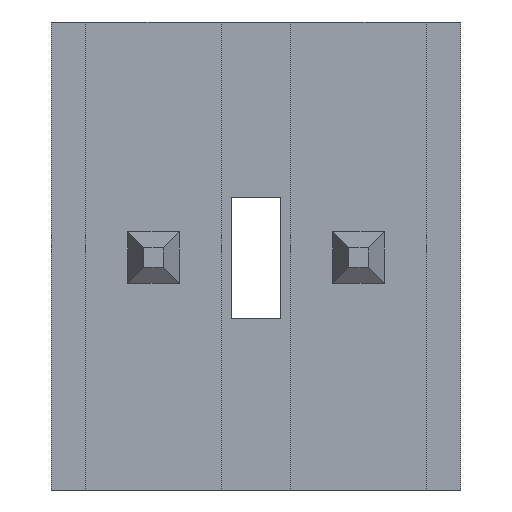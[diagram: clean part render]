
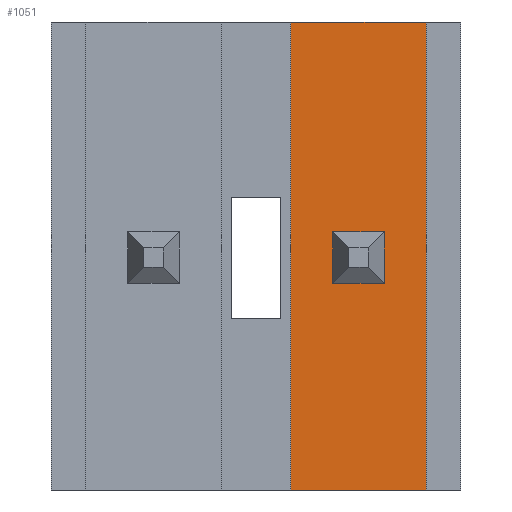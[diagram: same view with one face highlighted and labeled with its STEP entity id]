
A CAD part, front view. The second image highlights one B-rep face of the part: STEP entity #1051.
In plain terms, the highlighted planar face has unit normal (0, -1, 0).
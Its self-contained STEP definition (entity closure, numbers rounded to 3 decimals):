
#19 = LINE ( 'NONE', #2227, #690 ) ;
#35 = ORIENTED_EDGE ( 'NONE', *, *, #2308, .T. ) ;
#59 = LINE ( 'NONE', #786, #111 ) ;
#62 = CARTESIAN_POINT ( 'NONE',  ( 0.95, 0.64, -2.88 ) ) ;
#76 = VECTOR ( 'NONE', #265, 1000. ) ;
#111 = VECTOR ( 'NONE', #1530, 1000. ) ;
#128 = EDGE_CURVE ( 'NONE', #438, #2303, #19, .T. ) ;
#144 = FACE_BOUND ( 'NONE', #679, .T. ) ;
#150 = EDGE_LOOP ( 'NONE', ( #35, #224, #352, #548 ) ) ;
#224 = ORIENTED_EDGE ( 'NONE', *, *, #1115, .F. ) ;
#231 = VECTOR ( 'NONE', #383, 1000. ) ;
#265 = DIRECTION ( 'NONE',  ( 0., 0., 1. ) ) ;
#290 = LINE ( 'NONE', #1046, #490 ) ;
#351 = LINE ( 'NONE', #1117, #1613 ) ;
#352 = ORIENTED_EDGE ( 'NONE', *, *, #512, .F. ) ;
#382 = EDGE_CURVE ( 'NONE', #2323, #1327, #1328, .T. ) ;
#383 = DIRECTION ( 'NONE',  ( -1., 0., 0. ) ) ;
#414 = LINE ( 'NONE', #62, #1819 ) ;
#419 = PLANE ( 'NONE',  #1712 ) ;
#438 = VERTEX_POINT ( 'NONE', #1365 ) ;
#446 = LINE ( 'NONE', #1190, #76 ) ;
#490 = VECTOR ( 'NONE', #655, 1000. ) ;
#512 = EDGE_CURVE ( 'NONE', #2052, #1858, #414, .T. ) ;
#548 = ORIENTED_EDGE ( 'NONE', *, *, #861, .T. ) ;
#564 = CARTESIAN_POINT ( 'NONE',  ( -0.95, 0.64, 0.32 ) ) ;
#583 = DIRECTION ( 'NONE',  ( 1., 0., 0. ) ) ;
#655 = DIRECTION ( 'NONE',  ( -1., 0., 0. ) ) ;
#667 = VERTEX_POINT ( 'NONE', #2265 ) ;
#679 = EDGE_LOOP ( 'NONE', ( #1413, #2072, #909, #1163 ) ) ;
#690 = VECTOR ( 'NONE', #2009, 1000. ) ;
#786 = CARTESIAN_POINT ( 'NONE',  ( 0.43, 0.64, -2.88 ) ) ;
#861 = EDGE_CURVE ( 'NONE', #2052, #667, #446, .T. ) ;
#909 = ORIENTED_EDGE ( 'NONE', *, *, #1807, .T. ) ;
#1046 = CARTESIAN_POINT ( 'NONE',  ( 0.95, 0.64, 2.92 ) ) ;
#1051 = ADVANCED_FACE ( 'NONE', ( #1810, #144 ), #419, .F. ) ;
#1115 = EDGE_CURVE ( 'NONE', #1858, #1340, #59, .T. ) ;
#1117 = CARTESIAN_POINT ( 'NONE',  ( 0.95, 0.64, -2.88 ) ) ;
#1163 = ORIENTED_EDGE ( 'NONE', *, *, #382, .F. ) ;
#1190 = CARTESIAN_POINT ( 'NONE',  ( 2.11, 0.64, -2.88 ) ) ;
#1327 = VERTEX_POINT ( 'NONE', #2210 ) ;
#1328 = LINE ( 'NONE', #564, #231 ) ;
#1340 = VERTEX_POINT ( 'NONE', #1419 ) ;
#1365 = CARTESIAN_POINT ( 'NONE',  ( 0.95, 0.64, -0.32 ) ) ;
#1413 = ORIENTED_EDGE ( 'NONE', *, *, #1483, .F. ) ;
#1419 = CARTESIAN_POINT ( 'NONE',  ( 0.43, 0.64, 2.92 ) ) ;
#1483 = EDGE_CURVE ( 'NONE', #2303, #2323, #2120, .T. ) ;
#1518 = CARTESIAN_POINT ( 'NONE',  ( 0.95, 0.64, -2.88 ) ) ;
#1530 = DIRECTION ( 'NONE',  ( 0., 0., 1. ) ) ;
#1582 = DIRECTION ( 'NONE',  ( 0., 0., 1. ) ) ;
#1599 = CARTESIAN_POINT ( 'NONE',  ( 2.11, 0.64, -2.88 ) ) ;
#1613 = VECTOR ( 'NONE', #1623, 1000. ) ;
#1623 = DIRECTION ( 'NONE',  ( 0., 0., 1. ) ) ;
#1699 = DIRECTION ( 'NONE',  ( 0., 1., 0. ) ) ;
#1712 = AXIS2_PLACEMENT_3D ( 'NONE', #1518, #1699, #583 ) ;
#1807 = EDGE_CURVE ( 'NONE', #438, #1327, #351, .T. ) ;
#1810 = FACE_OUTER_BOUND ( 'NONE', #150, .T. ) ;
#1819 = VECTOR ( 'NONE', #2104, 1000. ) ;
#1834 = CARTESIAN_POINT ( 'NONE',  ( 1.59, 0.64, 0.32 ) ) ;
#1858 = VERTEX_POINT ( 'NONE', #2372 ) ;
#2009 = DIRECTION ( 'NONE',  ( 1., 0., 0. ) ) ;
#2052 = VERTEX_POINT ( 'NONE', #1599 ) ;
#2072 = ORIENTED_EDGE ( 'NONE', *, *, #128, .F. ) ;
#2086 = VECTOR ( 'NONE', #1582, 1000. ) ;
#2104 = DIRECTION ( 'NONE',  ( -1., 0., 0. ) ) ;
#2120 = LINE ( 'NONE', #2305, #2086 ) ;
#2210 = CARTESIAN_POINT ( 'NONE',  ( 0.95, 0.64, 0.32 ) ) ;
#2227 = CARTESIAN_POINT ( 'NONE',  ( 1.59, 0.64, -0.32 ) ) ;
#2265 = CARTESIAN_POINT ( 'NONE',  ( 2.11, 0.64, 2.92 ) ) ;
#2303 = VERTEX_POINT ( 'NONE', #2342 ) ;
#2305 = CARTESIAN_POINT ( 'NONE',  ( 1.59, 0.64, -2.88 ) ) ;
#2308 = EDGE_CURVE ( 'NONE', #667, #1340, #290, .T. ) ;
#2323 = VERTEX_POINT ( 'NONE', #1834 ) ;
#2342 = CARTESIAN_POINT ( 'NONE',  ( 1.59, 0.64, -0.32 ) ) ;
#2372 = CARTESIAN_POINT ( 'NONE',  ( 0.43, 0.64, -2.88 ) ) ;
